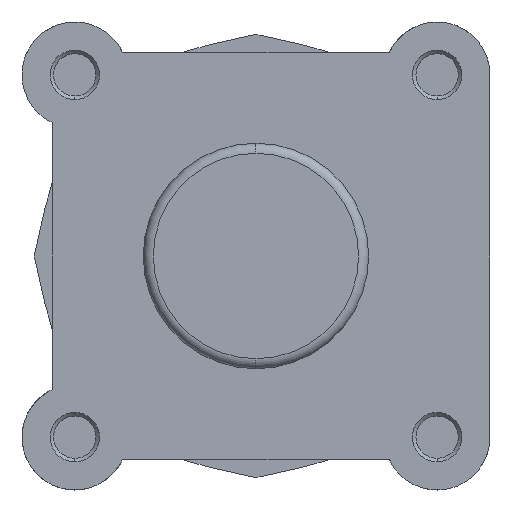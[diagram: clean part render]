
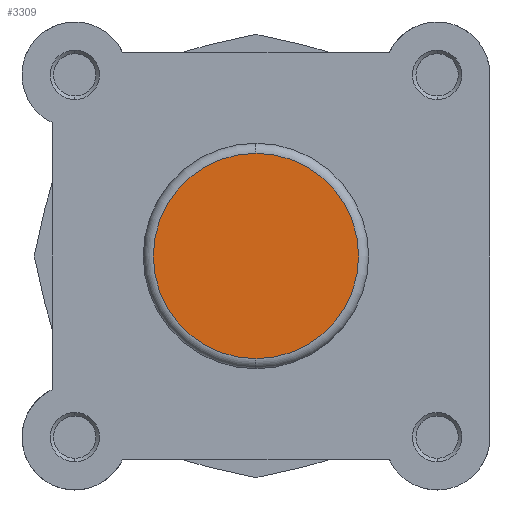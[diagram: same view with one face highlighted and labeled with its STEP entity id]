
A CAD part, left-side view. The second image highlights one B-rep face of the part: STEP entity #3309.
In plain terms, the highlighted planar face has unit normal (-1, 0, 0).
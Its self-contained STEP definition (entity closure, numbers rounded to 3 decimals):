
#4 = EDGE_LOOP ( 'NONE', ( #403, #402 ) ) ;
#402 = ORIENTED_EDGE ( 'NONE', *, *, #3390, .T. ) ;
#403 = ORIENTED_EDGE ( 'NONE', *, *, #3386, .T. ) ;
#885 = FACE_OUTER_BOUND ( 'NONE', #4, .T. ) ;
#1027 = CIRCLE ( 'NONE', #3992, 20.4 ) ;
#1034 = CIRCLE ( 'NONE', #3996, 20.4 ) ;
#1444 = VERTEX_POINT ( 'NONE', #1709 ) ;
#1445 = VERTEX_POINT ( 'NONE', #1710 ) ;
#1709 = CARTESIAN_POINT ( 'NONE',  ( 0., 0., -20.4 ) ) ;
#1710 = CARTESIAN_POINT ( 'NONE',  ( 0., 0., 20.4 ) ) ;
#2502 = CARTESIAN_POINT ( 'NONE',  ( 0., 0., 0. ) ) ;
#2503 = PLANE ( 'NONE',  #3924 ) ;
#2505 = DIRECTION ( 'NONE',  ( 1., 0., 0. ) ) ;
#2506 = DIRECTION ( 'NONE',  ( 0., 0., -1. ) ) ;
#2740 = CARTESIAN_POINT ( 'NONE',  ( 0., 0., 0. ) ) ;
#2751 = DIRECTION ( 'NONE',  ( -1., 0., 0. ) ) ;
#2752 = DIRECTION ( 'NONE',  ( 0., 0., -1. ) ) ;
#2756 = CARTESIAN_POINT ( 'NONE',  ( 0., 0., 0. ) ) ;
#2762 = DIRECTION ( 'NONE',  ( -1., 0., 0. ) ) ;
#2763 = DIRECTION ( 'NONE',  ( 0., 0., -1. ) ) ;
#3309 = ADVANCED_FACE ( 'NONE', ( #885 ), #2503, .F. ) ;
#3386 = EDGE_CURVE ( 'NONE', #1444, #1445, #1027, .T. ) ;
#3390 = EDGE_CURVE ( 'NONE', #1445, #1444, #1034, .T. ) ;
#3924 = AXIS2_PLACEMENT_3D ( 'NONE', #2502, #2505, #2506 ) ;
#3992 = AXIS2_PLACEMENT_3D ( 'NONE', #2740, #2751, #2752 ) ;
#3996 = AXIS2_PLACEMENT_3D ( 'NONE', #2756, #2762, #2763 ) ;
